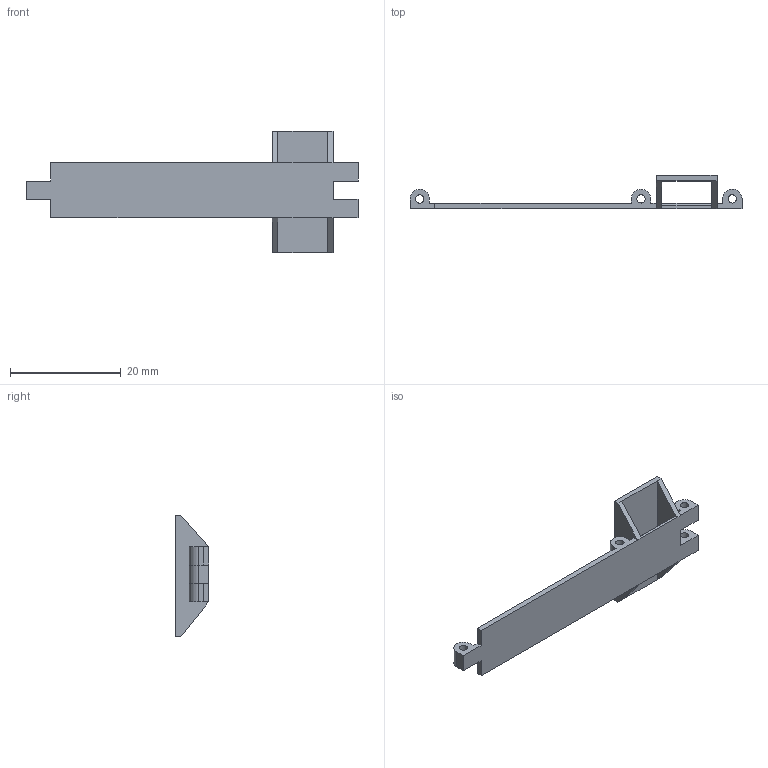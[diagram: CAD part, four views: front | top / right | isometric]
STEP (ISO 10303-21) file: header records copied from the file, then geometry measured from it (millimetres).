
FILE_DESCRIPTION(/* description */ (''),/* implementation_level */ '2;1');
FILE_NAME(/* name */ 'CS-P2v1.stp',/* time_stamp */ '2024-07-03T12:37:11+01:00',/* author */ ('thiba'),/* organization */ (''),/* preprocessor_version */ 'ST-DEVELOPER v20',/* originating_system */ 'Autodesk Inventor 2025',/* authorisation */ '');
FILE_SCHEMA (('AUTOMOTIVE_DESIGN { 1 0 10303 214 3 1 1 }'));
Length unit declared in the file: millimetre
Products named in the file (1): P2v5
Bounding box: 60 x 6 x 21.88 mm (x, y, z)
Volume: 1044.5 mm3; surface area: 2256 mm2
Topology: 1 solids, 1 shells, 50 faces, 135 edges, 86 vertices
Faces by surface type: plane 41, cylinder 9
Full cylindrical faces by diameter (mm): 1.5 x4, 2 x1
Entity records: 1604 total; most frequent: CARTESIAN_POINT 272, ORIENTED_EDGE 270, DIRECTION 255, EDGE_CURVE 135, LINE 117, VECTOR 117, VERTEX_POINT 86, AXIS2_PLACEMENT_3D 69
